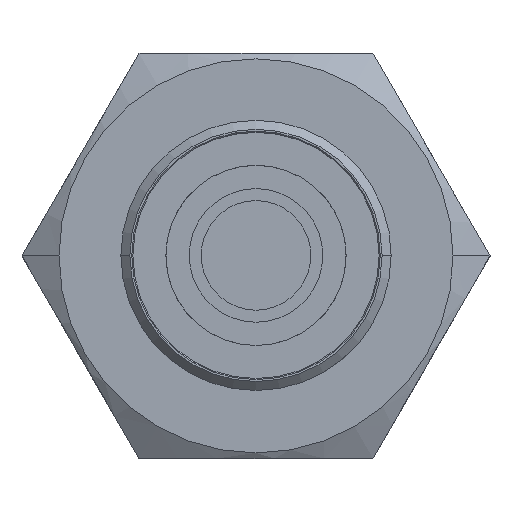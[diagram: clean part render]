
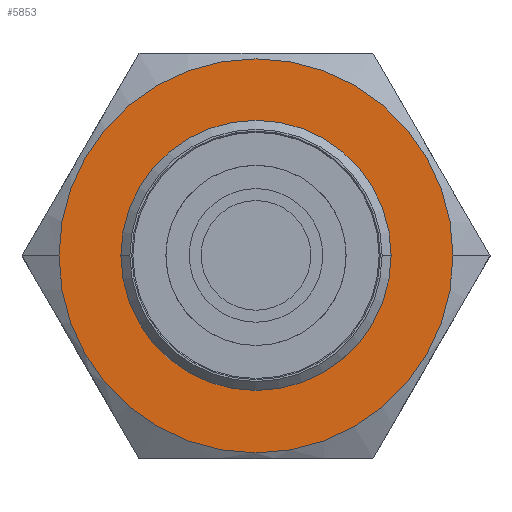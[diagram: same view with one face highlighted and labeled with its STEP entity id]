
A CAD part, top view. The second image highlights one B-rep face of the part: STEP entity #5853.
In plain terms, the highlighted planar face has unit normal (0, 0, 1).
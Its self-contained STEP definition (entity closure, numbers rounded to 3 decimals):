
#814 = EDGE_CURVE ( 'NONE', #2049, #11793, #32138, .T. ) ;
#1219 = AXIS2_PLACEMENT_3D ( 'NONE', #28225, #20525, #18373 ) ;
#2049 = VERTEX_POINT ( 'NONE', #7446 ) ;
#3457 = CIRCLE ( 'NONE', #1219, 13.125 ) ;
#3925 = EDGE_CURVE ( 'NONE', #11793, #2049, #3457, .T. ) ;
#4511 = DIRECTION ( 'NONE',  ( 1., 0., 0. ) ) ;
#5157 = DIRECTION ( 'NONE',  ( 1., 0., 0. ) ) ;
#5853 = ADVANCED_FACE ( 'NONE', ( #22276, #32366 ), #29317, .T. ) ;
#7446 = CARTESIAN_POINT ( 'NONE',  ( 13.125, 0., 68. ) ) ;
#8882 = ORIENTED_EDGE ( 'NONE', *, *, #814, .F. ) ;
#9830 = ORIENTED_EDGE ( 'NONE', *, *, #3925, .F. ) ;
#10463 = EDGE_CURVE ( 'NONE', #10872, #32770, #19806, .T. ) ;
#10571 = DIRECTION ( 'NONE',  ( 0., 0., -1. ) ) ;
#10872 = VERTEX_POINT ( 'NONE', #18579 ) ;
#10909 = DIRECTION ( 'NONE',  ( 0., 0., 1. ) ) ;
#11793 = VERTEX_POINT ( 'NONE', #28553 ) ;
#16301 = CARTESIAN_POINT ( 'NONE',  ( 7.794, -13.5, 68. ) ) ;
#17896 = EDGE_CURVE ( 'NONE', #32770, #10872, #30778, .T. ) ;
#18090 = EDGE_LOOP ( 'NONE', ( #9830, #8882 ) ) ;
#18373 = DIRECTION ( 'NONE',  ( -1., 0., 0. ) ) ;
#18579 = CARTESIAN_POINT ( 'NONE',  ( -8.027, 0., 68. ) ) ;
#18762 = AXIS2_PLACEMENT_3D ( 'NONE', #16301, #10909, #24003 ) ;
#19806 = CIRCLE ( 'NONE', #28969, 8.027 ) ;
#20525 = DIRECTION ( 'NONE',  ( 0., 0., -1. ) ) ;
#20632 = CARTESIAN_POINT ( 'NONE',  ( 0., 0., 68. ) ) ;
#21778 = DIRECTION ( 'NONE',  ( -1., 0., 0. ) ) ;
#21907 = CARTESIAN_POINT ( 'NONE',  ( 0., 0., 68. ) ) ;
#22276 = FACE_BOUND ( 'NONE', #26988, .T. ) ;
#22784 = CARTESIAN_POINT ( 'NONE',  ( 0., 0., 68. ) ) ;
#24003 = DIRECTION ( 'NONE',  ( 1., 0., 0. ) ) ;
#24483 = ORIENTED_EDGE ( 'NONE', *, *, #10463, .T. ) ;
#24499 = AXIS2_PLACEMENT_3D ( 'NONE', #21907, #27335, #21778 ) ;
#24927 = AXIS2_PLACEMENT_3D ( 'NONE', #20632, #10571, #5157 ) ;
#25127 = ORIENTED_EDGE ( 'NONE', *, *, #17896, .T. ) ;
#26988 = EDGE_LOOP ( 'NONE', ( #25127, #24483 ) ) ;
#27335 = DIRECTION ( 'NONE',  ( 0., 0., -1. ) ) ;
#28225 = CARTESIAN_POINT ( 'NONE',  ( 0., 0., 68. ) ) ;
#28228 = DIRECTION ( 'NONE',  ( 0., 0., -1. ) ) ;
#28553 = CARTESIAN_POINT ( 'NONE',  ( -13.125, 0., 68. ) ) ;
#28969 = AXIS2_PLACEMENT_3D ( 'NONE', #22784, #28228, #4511 ) ;
#29001 = CARTESIAN_POINT ( 'NONE',  ( 8.027, 0., 68. ) ) ;
#29317 = PLANE ( 'NONE',  #18762 ) ;
#30778 = CIRCLE ( 'NONE', #24927, 8.027 ) ;
#32138 = CIRCLE ( 'NONE', #24499, 13.125 ) ;
#32366 = FACE_OUTER_BOUND ( 'NONE', #18090, .T. ) ;
#32770 = VERTEX_POINT ( 'NONE', #29001 ) ;
